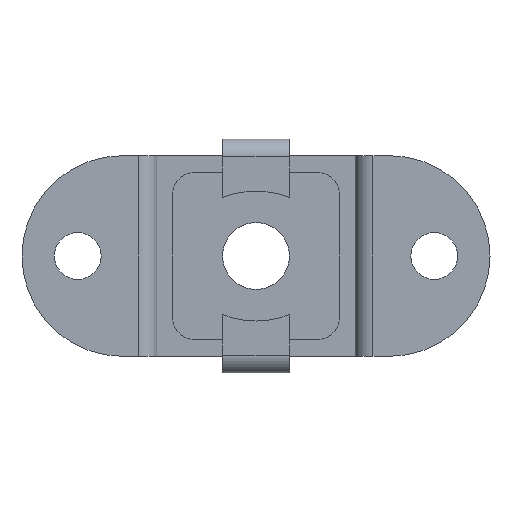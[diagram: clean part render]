
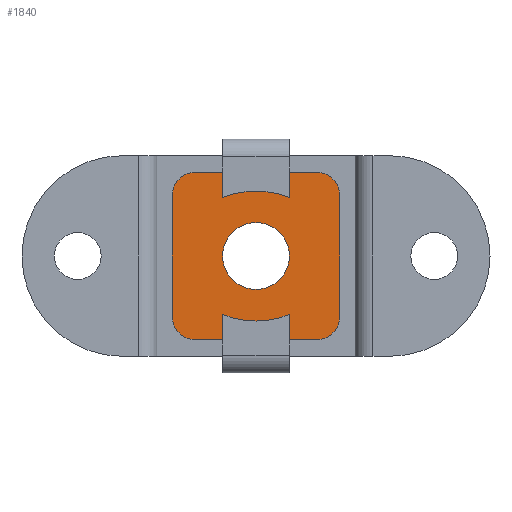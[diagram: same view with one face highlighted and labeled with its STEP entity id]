
A CAD part, front view. The second image highlights one B-rep face of the part: STEP entity #1840.
In plain terms, the highlighted planar face has unit normal (0, -1, 0).
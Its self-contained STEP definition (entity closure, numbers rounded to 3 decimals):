
#30 = DIRECTION ( 'NONE',  ( 0., 0., -1. ) ) ;
#31 = DIRECTION ( 'NONE',  ( 0., -1., 0. ) ) ;
#32 = CARTESIAN_POINT ( 'NONE',  ( 0., 0., 0. ) ) ;
#35 = DIRECTION ( 'NONE',  ( 0., 0., 1. ) ) ;
#36 = CARTESIAN_POINT ( 'NONE',  ( -7.5, 0., -5.5 ) ) ;
#132 = DIRECTION ( 'NONE',  ( 0., 0., 1. ) ) ;
#133 = DIRECTION ( 'NONE',  ( 0., 1., 0. ) ) ;
#134 = CARTESIAN_POINT ( 'NONE',  ( -5.5, 0., 5.5 ) ) ;
#135 = PLANE ( 'NONE',  #315 ) ;
#211 = ORIENTED_EDGE ( 'NONE', *, *, #1873, .F. ) ;
#212 = ORIENTED_EDGE ( 'NONE', *, *, #1749, .F. ) ;
#213 = ORIENTED_EDGE ( 'NONE', *, *, #1763, .F. ) ;
#214 = ORIENTED_EDGE ( 'NONE', *, *, #1740, .F. ) ;
#215 = ORIENTED_EDGE ( 'NONE', *, *, #1903, .F. ) ;
#216 = ORIENTED_EDGE ( 'NONE', *, *, #1816, .F. ) ;
#218 = ORIENTED_EDGE ( 'NONE', *, *, #1874, .F. ) ;
#224 = ORIENTED_EDGE ( 'NONE', *, *, #1812, .F. ) ;
#225 = ORIENTED_EDGE ( 'NONE', *, *, #1754, .F. ) ;
#254 = VERTEX_POINT ( 'NONE', #1123 ) ;
#269 = VERTEX_POINT ( 'NONE', #1119 ) ;
#270 = VERTEX_POINT ( 'NONE', #1118 ) ;
#273 = VERTEX_POINT ( 'NONE', #1116 ) ;
#275 = VERTEX_POINT ( 'NONE', #1115 ) ;
#276 = VERTEX_POINT ( 'NONE', #1114 ) ;
#278 = VERTEX_POINT ( 'NONE', #1113 ) ;
#281 = VERTEX_POINT ( 'NONE', #1111 ) ;
#283 = CIRCLE ( 'NONE', #288, 2. ) ;
#285 = VECTOR ( 'NONE', #628, 1000. ) ;
#288 = AXIS2_PLACEMENT_3D ( 'NONE', #623, #622, #621 ) ;
#315 = AXIS2_PLACEMENT_3D ( 'NONE', #134, #133, #132 ) ;
#350 = CIRCLE ( 'NONE', #352, 3. ) ;
#351 = VECTOR ( 'NONE', #35, 1000. ) ;
#352 = AXIS2_PLACEMENT_3D ( 'NONE', #32, #31, #30 ) ;
#376 = CIRCLE ( 'NONE', #385, 2. ) ;
#385 = AXIS2_PLACEMENT_3D ( 'NONE', #951, #922, #942 ) ;
#470 = VECTOR ( 'NONE', #1008, 1000. ) ;
#475 = CIRCLE ( 'NONE', #483, 3. ) ;
#483 = AXIS2_PLACEMENT_3D ( 'NONE', #974, #973, #972 ) ;
#545 = CIRCLE ( 'NONE', #1082, 2. ) ;
#621 = DIRECTION ( 'NONE',  ( 0., 0., -1. ) ) ;
#622 = DIRECTION ( 'NONE',  ( 0., 1., 0. ) ) ;
#623 = CARTESIAN_POINT ( 'NONE',  ( 5.5, 0., -5.5 ) ) ;
#628 = DIRECTION ( 'NONE',  ( 0., 0., -1. ) ) ;
#629 = CARTESIAN_POINT ( 'NONE',  ( 7.5, 0., -5.5 ) ) ;
#633 = DIRECTION ( 'NONE',  ( 0., 0., 1. ) ) ;
#634 = DIRECTION ( 'NONE',  ( 0., 1., 0. ) ) ;
#635 = CARTESIAN_POINT ( 'NONE',  ( 5.5, 0., 5.5 ) ) ;
#697 = VERTEX_POINT ( 'NONE', #1106 ) ;
#700 = VERTEX_POINT ( 'NONE', #1103 ) ;
#779 = LINE ( 'NONE', #36, #351 ) ;
#922 = DIRECTION ( 'NONE',  ( 0., 1., 0. ) ) ;
#942 = DIRECTION ( 'NONE',  ( 0., 0., 1. ) ) ;
#951 = CARTESIAN_POINT ( 'NONE',  ( -5.5, 0., -5.5 ) ) ;
#972 = DIRECTION ( 'NONE',  ( 0., 0., -1. ) ) ;
#973 = DIRECTION ( 'NONE',  ( 0., -1., 0. ) ) ;
#974 = CARTESIAN_POINT ( 'NONE',  ( 0., 0., 0. ) ) ;
#1008 = DIRECTION ( 'NONE',  ( 1., 0., 0. ) ) ;
#1010 = CARTESIAN_POINT ( 'NONE',  ( -5.5, 0., 7.5 ) ) ;
#1025 = DIRECTION ( 'NONE',  ( 0., 0., 1. ) ) ;
#1027 = DIRECTION ( 'NONE',  ( 0., 1., 0. ) ) ;
#1028 = CARTESIAN_POINT ( 'NONE',  ( -5.5, 0., 5.5 ) ) ;
#1057 = DIRECTION ( 'NONE',  ( -1., 0., 0. ) ) ;
#1060 = CARTESIAN_POINT ( 'NONE',  ( -5.5, 0., -7.5 ) ) ;
#1077 = VECTOR ( 'NONE', #1057, 1000. ) ;
#1082 = AXIS2_PLACEMENT_3D ( 'NONE', #635, #634, #633 ) ;
#1084 = CIRCLE ( 'NONE', #1282, 2. ) ;
#1103 = CARTESIAN_POINT ( 'NONE',  ( 0., 0., -3. ) ) ;
#1106 = CARTESIAN_POINT ( 'NONE',  ( 0., 0., 3. ) ) ;
#1111 = CARTESIAN_POINT ( 'NONE',  ( 5.5, 0., -7.5 ) ) ;
#1113 = CARTESIAN_POINT ( 'NONE',  ( -7.5, 0., -5.5 ) ) ;
#1114 = CARTESIAN_POINT ( 'NONE',  ( -5.5, 0., -7.5 ) ) ;
#1115 = CARTESIAN_POINT ( 'NONE',  ( -7.5, 0., 5.5 ) ) ;
#1116 = CARTESIAN_POINT ( 'NONE',  ( 7.5, 0., 5.5 ) ) ;
#1118 = CARTESIAN_POINT ( 'NONE',  ( 5.5, 0., 7.5 ) ) ;
#1119 = CARTESIAN_POINT ( 'NONE',  ( -5.5, 0., 7.5 ) ) ;
#1123 = CARTESIAN_POINT ( 'NONE',  ( 7.5, 0., -5.5 ) ) ;
#1282 = AXIS2_PLACEMENT_3D ( 'NONE', #1028, #1027, #1025 ) ;
#1318 = FACE_OUTER_BOUND ( 'NONE', #1559, .T. ) ;
#1324 = FACE_BOUND ( 'NONE', #1558, .T. ) ;
#1367 = LINE ( 'NONE', #629, #285 ) ;
#1398 = LINE ( 'NONE', #1060, #1077 ) ;
#1433 = LINE ( 'NONE', #1010, #470 ) ;
#1525 = ORIENTED_EDGE ( 'NONE', *, *, #1814, .F. ) ;
#1558 = EDGE_LOOP ( 'NONE', ( #218, #213 ) ) ;
#1559 = EDGE_LOOP ( 'NONE', ( #212, #211, #215, #214, #216, #1525, #224, #225 ) ) ;
#1740 = EDGE_CURVE ( 'NONE', #281, #276, #1398, .T. ) ;
#1749 = EDGE_CURVE ( 'NONE', #275, #269, #1084, .T. ) ;
#1754 = EDGE_CURVE ( 'NONE', #269, #270, #1433, .T. ) ;
#1763 = EDGE_CURVE ( 'NONE', #697, #700, #475, .T. ) ;
#1812 = EDGE_CURVE ( 'NONE', #270, #273, #545, .T. ) ;
#1814 = EDGE_CURVE ( 'NONE', #273, #254, #1367, .T. ) ;
#1816 = EDGE_CURVE ( 'NONE', #254, #281, #283, .T. ) ;
#1840 = ADVANCED_FACE ( 'NONE', ( #1324, #1318 ), #135, .F. ) ;
#1873 = EDGE_CURVE ( 'NONE', #278, #275, #779, .T. ) ;
#1874 = EDGE_CURVE ( 'NONE', #700, #697, #350, .T. ) ;
#1903 = EDGE_CURVE ( 'NONE', #276, #278, #376, .T. ) ;
